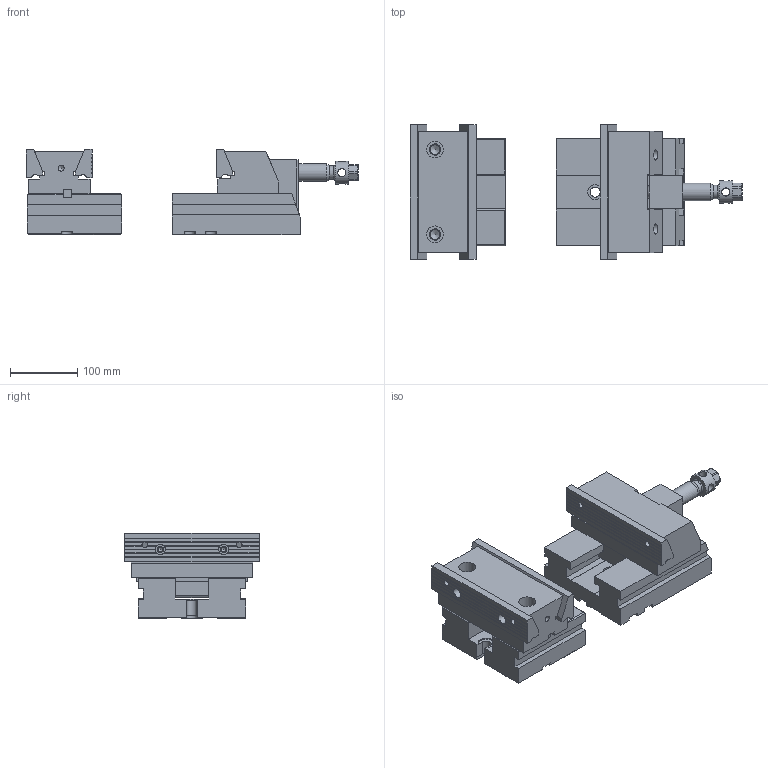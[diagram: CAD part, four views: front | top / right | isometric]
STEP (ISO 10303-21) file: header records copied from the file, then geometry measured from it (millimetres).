
FILE_DESCRIPTION(/* description */ (''),/* implementation_level */ '2;1');
FILE_NAME(/* name */ '30_200P_Mordaza.stp',/* time_stamp */ '2014-03-28T07:40:42+01:00',/* author */ (''),/* organization */ (''),/* preprocessor_version */ 'ST-DEVELOPER v15',/* originating_system */ 'SIEMENS PLM Software NX 9.0',/* authorisation */ '');
FILE_SCHEMA (('CONFIG_CONTROL_DESIGN'));
Length unit declared in the file: millimetre
Products named in the file (1): 30_200P_Mordaza
Bounding box: 493.19 x 200 x 127.55 mm (x, y, z)
Volume: 4620886.7 mm3; surface area: 569170.7 mm2
Topology: 14 solids, 14 shells, 714 faces, 2010 edges, 1332 vertices
Faces by surface type: plane 452, cylinder 205, cone 43, torus 9, sphere 5
Full cylindrical faces by diameter (mm): 4.351 x1, 5.188 x11, 6.985 x6, 8.5 x2, 8.782 x8, 9 x4, 9.5 x4, 10 x2, 10.579 x3, 12 x4, 12.782 x2, 13 x3, 14.376 x4, 15 x11, 16 x2, 16.5 x1, 17 x2, 19 x3, 20 x3, 21.25 x1, 22 x1, 23 x4, 25 x2, 26 x1, 30 x2, 33.8 x1, 34 x3
Entity records: 23073 total; most frequent: CARTESIAN_POINT 5434, ORIENTED_EDGE 3536, DIRECTION 3505, EDGE_CURVE 1768, VERTEX_POINT 1257, LINE 1201, VECTOR 1201, AXIS2_PLACEMENT_3D 1152
